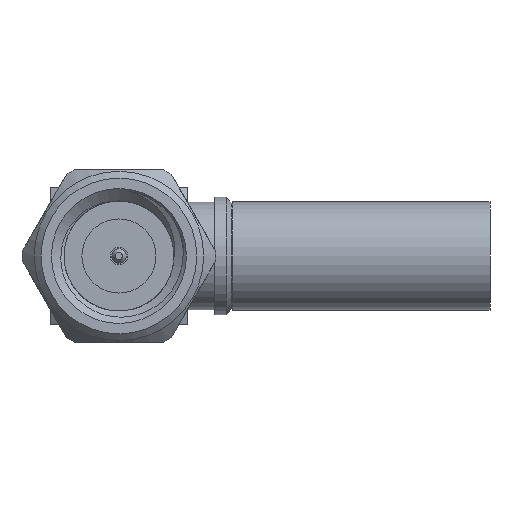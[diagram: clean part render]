
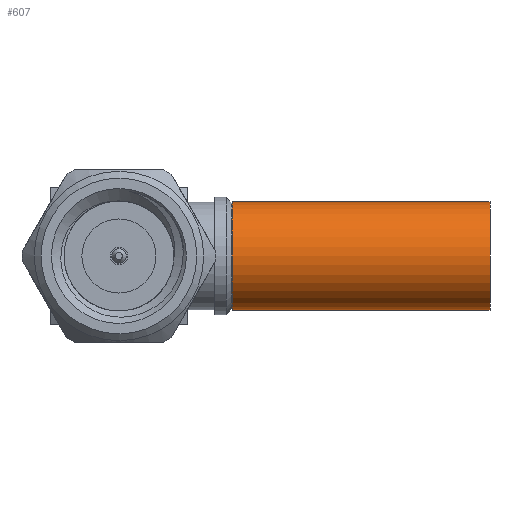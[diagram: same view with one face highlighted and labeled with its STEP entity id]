
A CAD part, left-side view. The second image highlights one B-rep face of the part: STEP entity #607.
In plain terms, the highlighted cylindrical face has radius 2 mm (diameter 4 mm), a full revolution.
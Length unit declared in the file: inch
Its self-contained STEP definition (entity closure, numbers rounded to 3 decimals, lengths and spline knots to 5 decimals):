
#349 = DIRECTION ( 'NONE',  ( 0., 1., 0. ) ) ;
#592 = CIRCLE ( 'NONE', #1510, 0.07874 ) ;
#607 = ADVANCED_FACE ( 'NONE', ( #3100, #3067 ), #1186, .T. ) ;
#621 = CARTESIAN_POINT ( 'NONE',  ( 0., -0.16464, 0. ) ) ;
#637 = DIRECTION ( 'NONE',  ( -1., 0., 0. ) ) ;
#781 = EDGE_CURVE ( 'NONE', #3271, #3271, #592, .T. ) ;
#783 = CARTESIAN_POINT ( 'NONE',  ( -0.07874, -0.16464, 0. ) ) ;
#1053 = DIRECTION ( 'NONE',  ( 0., 1., 0. ) ) ;
#1186 = CYLINDRICAL_SURFACE ( 'NONE', #2429, 0.07874 ) ;
#1209 = CIRCLE ( 'NONE', #1687, 0.07874 ) ;
#1356 = ORIENTED_EDGE ( 'NONE', *, *, #2334, .F. ) ;
#1510 = AXIS2_PLACEMENT_3D ( 'NONE', #1668, #1053, #2160 ) ;
#1668 = CARTESIAN_POINT ( 'NONE',  ( 0., -0.53866, 0. ) ) ;
#1687 = AXIS2_PLACEMENT_3D ( 'NONE', #621, #3371, #1759 ) ;
#1759 = DIRECTION ( 'NONE',  ( -1., 0., 0. ) ) ;
#2160 = DIRECTION ( 'NONE',  ( -1., 0., 0. ) ) ;
#2279 = EDGE_LOOP ( 'NONE', ( #3530 ) ) ;
#2334 = EDGE_CURVE ( 'NONE', #2947, #2947, #1209, .T. ) ;
#2429 = AXIS2_PLACEMENT_3D ( 'NONE', #2817, #349, #637 ) ;
#2654 = CARTESIAN_POINT ( 'NONE',  ( -0.07874, -0.53866, 0. ) ) ;
#2817 = CARTESIAN_POINT ( 'NONE',  ( 0., 0., 0. ) ) ;
#2947 = VERTEX_POINT ( 'NONE', #783 ) ;
#3067 = FACE_OUTER_BOUND ( 'NONE', #2279, .T. ) ;
#3100 = FACE_OUTER_BOUND ( 'NONE', #3315, .T. ) ;
#3271 = VERTEX_POINT ( 'NONE', #2654 ) ;
#3315 = EDGE_LOOP ( 'NONE', ( #1356 ) ) ;
#3371 = DIRECTION ( 'NONE',  ( 0., 1., 0. ) ) ;
#3530 = ORIENTED_EDGE ( 'NONE', *, *, #781, .T. ) ;
